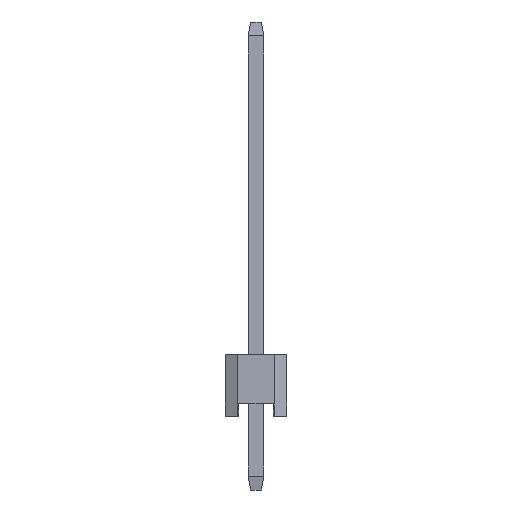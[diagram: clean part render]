
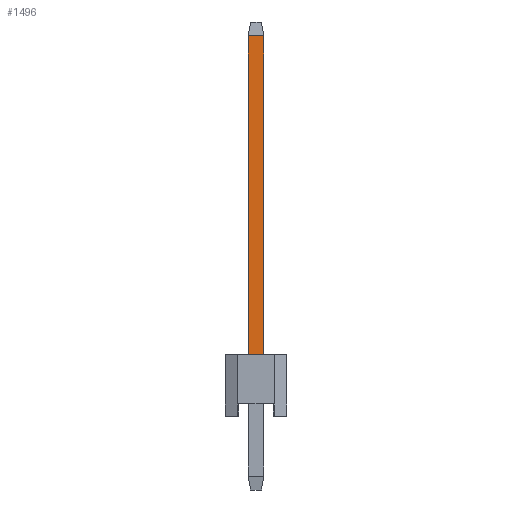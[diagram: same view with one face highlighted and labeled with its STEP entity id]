
A CAD part, left-side view. The second image highlights one B-rep face of the part: STEP entity #1496.
In plain terms, the highlighted planar face has unit normal (-1, 0, 0).
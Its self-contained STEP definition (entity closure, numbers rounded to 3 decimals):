
#12 = ORIENTED_EDGE ( 'NONE', *, *, #81, .T. ) ;
#81 = EDGE_CURVE ( 'NONE', #1092, #1251, #604, .T. ) ;
#91 = DIRECTION ( 'NONE',  ( 0., 0., 1. ) ) ;
#131 = ORIENTED_EDGE ( 'NONE', *, *, #989, .T. ) ;
#184 = VECTOR ( 'NONE', #1969, 1000. ) ;
#210 = LINE ( 'NONE', #1632, #184 ) ;
#224 = CARTESIAN_POINT ( 'NONE',  ( -49.85, 0.32, 15.433 ) ) ;
#287 = DIRECTION ( 'NONE',  ( 0., 1., 0. ) ) ;
#327 = CARTESIAN_POINT ( 'NONE',  ( -49.85, 0.32, -3. ) ) ;
#366 = ORIENTED_EDGE ( 'NONE', *, *, #2127, .T. ) ;
#372 = EDGE_CURVE ( 'NONE', #1251, #1835, #1898, .T. ) ;
#518 = AXIS2_PLACEMENT_3D ( 'NONE', #602, #1144, #91 ) ;
#602 = CARTESIAN_POINT ( 'NONE',  ( -49.85, 0., 0. ) ) ;
#604 = LINE ( 'NONE', #642, #687 ) ;
#642 = CARTESIAN_POINT ( 'NONE',  ( -49.85, -0.32, -3. ) ) ;
#687 = VECTOR ( 'NONE', #2039, 1000. ) ;
#689 = VECTOR ( 'NONE', #287, 1000. ) ;
#725 = VECTOR ( 'NONE', #2283, 1000. ) ;
#756 = FACE_OUTER_BOUND ( 'NONE', #1743, .T. ) ;
#989 = EDGE_CURVE ( 'NONE', #1180, #1092, #210, .T. ) ;
#1045 = CARTESIAN_POINT ( 'NONE',  ( -49.85, -0.32, 15.433 ) ) ;
#1092 = VERTEX_POINT ( 'NONE', #1484 ) ;
#1144 = DIRECTION ( 'NONE',  ( -1., 0., 0. ) ) ;
#1180 = VERTEX_POINT ( 'NONE', #2223 ) ;
#1226 = LINE ( 'NONE', #327, #725 ) ;
#1251 = VERTEX_POINT ( 'NONE', #1045 ) ;
#1380 = CARTESIAN_POINT ( 'NONE',  ( -49.85, 0.32, 15.433 ) ) ;
#1484 = CARTESIAN_POINT ( 'NONE',  ( -49.85, -0.32, 2.5 ) ) ;
#1496 = ADVANCED_FACE ( 'NONE', ( #756 ), #1663, .T. ) ;
#1564 = ORIENTED_EDGE ( 'NONE', *, *, #372, .T. ) ;
#1632 = CARTESIAN_POINT ( 'NONE',  ( -49.85, -0.32, 2.5 ) ) ;
#1663 = PLANE ( 'NONE',  #518 ) ;
#1743 = EDGE_LOOP ( 'NONE', ( #131, #12, #1564, #366 ) ) ;
#1835 = VERTEX_POINT ( 'NONE', #224 ) ;
#1898 = LINE ( 'NONE', #1380, #689 ) ;
#1969 = DIRECTION ( 'NONE',  ( 0., -1., 0. ) ) ;
#2039 = DIRECTION ( 'NONE',  ( 0., 0., 1. ) ) ;
#2127 = EDGE_CURVE ( 'NONE', #1835, #1180, #1226, .T. ) ;
#2223 = CARTESIAN_POINT ( 'NONE',  ( -49.85, 0.32, 2.5 ) ) ;
#2283 = DIRECTION ( 'NONE',  ( 0., 0., -1. ) ) ;
